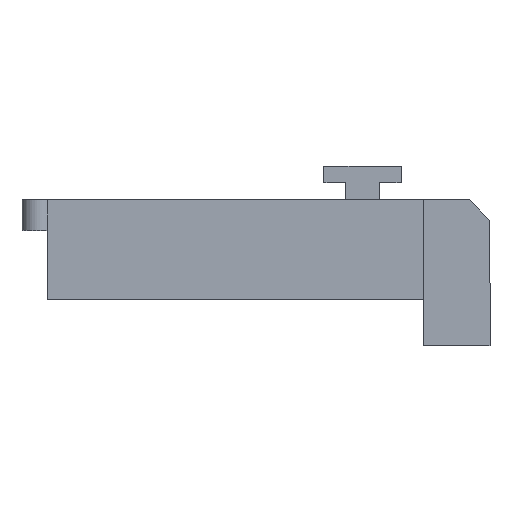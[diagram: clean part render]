
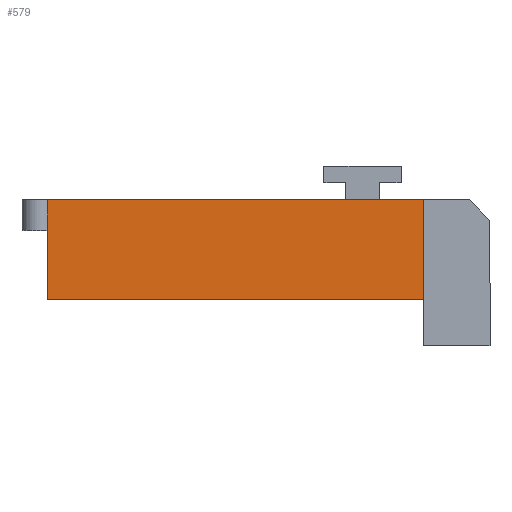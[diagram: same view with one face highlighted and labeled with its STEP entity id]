
A CAD part, top view. The second image highlights one B-rep face of the part: STEP entity #579.
In plain terms, the highlighted planar face has unit normal (0, 0, 1).
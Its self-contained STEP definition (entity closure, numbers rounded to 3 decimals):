
#38=FACE_OUTER_BOUND('',#69,.T.);
#69=EDGE_LOOP('',(#414,#415,#416,#417,#418));
#103=LINE('',#847,#181);
#108=LINE('',#859,#186);
#112=LINE('',#868,#190);
#115=LINE('',#875,#193);
#116=LINE('',#876,#194);
#181=VECTOR('',#688,10.);
#186=VECTOR('',#699,10.);
#190=VECTOR('',#707,10.);
#193=VECTOR('',#714,10.);
#194=VECTOR('',#715,10.);
#256=VERTEX_POINT('',#843);
#258=VERTEX_POINT('',#846);
#262=VERTEX_POINT('',#858);
#265=VERTEX_POINT('',#866);
#267=VERTEX_POINT('',#874);
#312=EDGE_CURVE('',#258,#256,#103,.T.);
#318=EDGE_CURVE('',#262,#258,#108,.T.);
#323=EDGE_CURVE('',#265,#256,#112,.T.);
#326=EDGE_CURVE('',#267,#262,#115,.T.);
#327=EDGE_CURVE('',#267,#265,#116,.T.);
#414=ORIENTED_EDGE('',*,*,#326,.T.);
#415=ORIENTED_EDGE('',*,*,#318,.T.);
#416=ORIENTED_EDGE('',*,*,#312,.T.);
#417=ORIENTED_EDGE('',*,*,#323,.F.);
#418=ORIENTED_EDGE('',*,*,#327,.F.);
#548=PLANE('',#639);
#579=ADVANCED_FACE('',(#38),#548,.T.);
#639=AXIS2_PLACEMENT_3D('',#873,#712,#713);
#688=DIRECTION('',(0.,-1.,0.));
#699=DIRECTION('',(0.,-1.,0.));
#707=DIRECTION('',(-1.,0.,0.));
#712=DIRECTION('center_axis',(0.,0.,1.));
#713=DIRECTION('ref_axis',(-1.,0.,0.));
#714=DIRECTION('',(-1.,0.,0.));
#715=DIRECTION('',(0.,-1.,0.));
#843=CARTESIAN_POINT('',(-98.002,-24.,2.5));
#846=CARTESIAN_POINT('',(-98.002,-7.4,2.5));
#847=CARTESIAN_POINT('',(-98.002,0.,2.5));
#858=CARTESIAN_POINT('',(-98.002,0.,2.5));
#859=CARTESIAN_POINT('',(-98.002,0.,2.5));
#866=CARTESIAN_POINT('',(-8.,-24.,2.5));
#868=CARTESIAN_POINT('',(-8.,-24.,2.5));
#873=CARTESIAN_POINT('Origin',(-8.,0.,2.5));
#874=CARTESIAN_POINT('',(-8.,0.,2.5));
#875=CARTESIAN_POINT('',(-8.,0.,2.5));
#876=CARTESIAN_POINT('',(-8.,0.,2.5));
